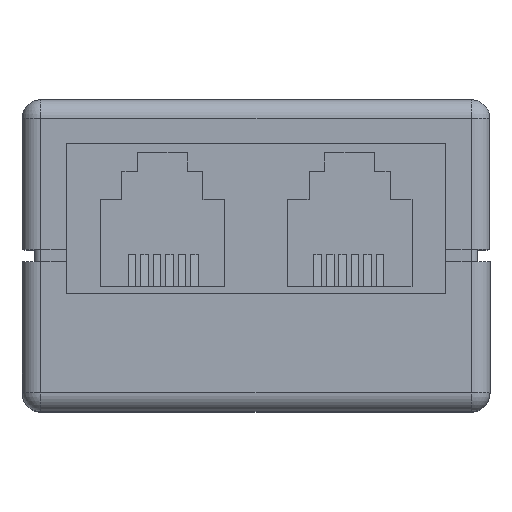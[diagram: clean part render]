
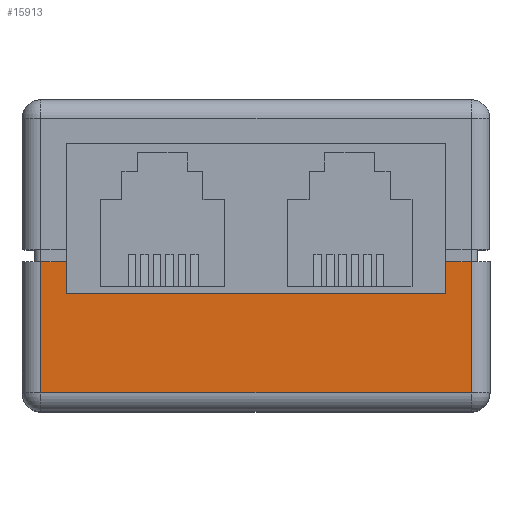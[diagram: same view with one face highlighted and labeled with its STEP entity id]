
A CAD part, top view. The second image highlights one B-rep face of the part: STEP entity #15913.
In plain terms, the highlighted planar face has unit normal (0, 0, 1).
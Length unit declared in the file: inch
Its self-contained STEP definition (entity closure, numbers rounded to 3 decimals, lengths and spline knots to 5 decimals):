
#2964 = FACE_OUTER_BOUND ( 'NONE', #15914, .T. ) ;
#3070 = DIRECTION ( 'NONE',  ( -1., 0., 0. ) ) ;
#3072 = DIRECTION ( 'NONE',  ( 0., 0., -1. ) ) ;
#3074 = CARTESIAN_POINT ( 'NONE',  ( -0.75, 0.24, 0.9435 ) ) ;
#3076 = AXIS2_PLACEMENT_3D ( 'NONE', #3074, #3072, #3070 ) ;
#3078 = PLANE ( 'NONE',  #3076 ) ;
#3230 = CARTESIAN_POINT ( 'NONE',  ( 0.69, 0.24, 0.9435 ) ) ;
#3231 = DIRECTION ( 'NONE',  ( 1., 0., 0. ) ) ;
#3232 = VECTOR ( 'NONE', #3231, 39.37008 ) ;
#3233 = CARTESIAN_POINT ( 'NONE',  ( -0.75, 0.24, 0.9435 ) ) ;
#3234 = LINE ( 'NONE', #3233, #3232 ) ;
#3235 = CARTESIAN_POINT ( 'NONE',  ( 0.6075, 0.24, 0.9435 ) ) ;
#3729 = CARTESIAN_POINT ( 'NONE',  ( -0.69, 0.24, 0.9435 ) ) ;
#3838 = LINE ( 'NONE', #3922, #3921 ) ;
#3919 = CARTESIAN_POINT ( 'NONE',  ( -0.6075, 0.24, 0.9435 ) ) ;
#3920 = DIRECTION ( 'NONE',  ( 1., 0., 0. ) ) ;
#3921 = VECTOR ( 'NONE', #3920, 39.37008 ) ;
#3922 = CARTESIAN_POINT ( 'NONE',  ( -0.75, 0.24, 0.9435 ) ) ;
#4614 = CARTESIAN_POINT ( 'NONE',  ( -0.69, -0.18, 0.9435 ) ) ;
#4692 = CARTESIAN_POINT ( 'NONE',  ( 0.69, -0.18, 0.9435 ) ) ;
#4693 = DIRECTION ( 'NONE',  ( 1., 0., 0. ) ) ;
#4694 = VECTOR ( 'NONE', #4693, 39.37008 ) ;
#4695 = CARTESIAN_POINT ( 'NONE',  ( 0.69, -0.18, 0.9435 ) ) ;
#4696 = LINE ( 'NONE', #4695, #4694 ) ;
#4723 = DIRECTION ( 'NONE',  ( 0., 1., 0. ) ) ;
#4724 = VECTOR ( 'NONE', #4723, 39.37008 ) ;
#4725 = CARTESIAN_POINT ( 'NONE',  ( -0.6075, 0.24, 0.9435 ) ) ;
#4726 = LINE ( 'NONE', #4725, #4724 ) ;
#4727 = CARTESIAN_POINT ( 'NONE',  ( -0.6075, 0.14, 0.9435 ) ) ;
#4728 = DIRECTION ( 'NONE',  ( -1., 0., 0. ) ) ;
#4729 = VECTOR ( 'NONE', #4728, 39.37008 ) ;
#4730 = CARTESIAN_POINT ( 'NONE',  ( -0.75, 0.14, 0.9435 ) ) ;
#4731 = LINE ( 'NONE', #4730, #4729 ) ;
#4758 = CARTESIAN_POINT ( 'NONE',  ( 0.6075, 0.14, 0.9435 ) ) ;
#4759 = DIRECTION ( 'NONE',  ( 0., -1., 0. ) ) ;
#4760 = VECTOR ( 'NONE', #4759, 39.37008 ) ;
#4761 = CARTESIAN_POINT ( 'NONE',  ( 0.6075, 0.24, 0.9435 ) ) ;
#4762 = LINE ( 'NONE', #4761, #4760 ) ;
#4775 = DIRECTION ( 'NONE',  ( 0., -1., 0. ) ) ;
#4776 = VECTOR ( 'NONE', #4775, 39.37008 ) ;
#4777 = CARTESIAN_POINT ( 'NONE',  ( -0.69, 0.24, 0.9435 ) ) ;
#4783 = LINE ( 'NONE', #4777, #4776 ) ;
#4805 = DIRECTION ( 'NONE',  ( 0., 1., 0. ) ) ;
#4806 = VECTOR ( 'NONE', #4805, 39.37008 ) ;
#4807 = CARTESIAN_POINT ( 'NONE',  ( 0.69, 0.24, 0.9435 ) ) ;
#4808 = LINE ( 'NONE', #4807, #4806 ) ;
#15913 = ADVANCED_FACE ( 'NONE', ( #2964 ), #3078, .F. ) ;
#15914 = EDGE_LOOP ( 'NONE', ( #16402, #16344, #16415, #16355, #16366, #16394, #16397, #16399 ) ) ;
#15984 = VERTEX_POINT ( 'NONE', #3235 ) ;
#15986 = EDGE_CURVE ( 'NONE', #15984, #15987, #3234, .T. ) ;
#15987 = VERTEX_POINT ( 'NONE', #3230 ) ;
#16078 = VERTEX_POINT ( 'NONE', #3729 ) ;
#16080 = EDGE_CURVE ( 'NONE', #16078, #16081, #3838, .T. ) ;
#16081 = VERTEX_POINT ( 'NONE', #3919 ) ;
#16344 = ORIENTED_EDGE ( 'NONE', *, *, #16413, .T. ) ;
#16354 = EDGE_CURVE ( 'NONE', #16414, #15987, #4808, .T. ) ;
#16355 = ORIENTED_EDGE ( 'NONE', *, *, #15986, .F. ) ;
#16366 = ORIENTED_EDGE ( 'NONE', *, *, #16367, .T. ) ;
#16367 = EDGE_CURVE ( 'NONE', #15984, #16368, #4762, .T. ) ;
#16368 = VERTEX_POINT ( 'NONE', #4758 ) ;
#16385 = EDGE_CURVE ( 'NONE', #16078, #16428, #4783, .T. ) ;
#16394 = ORIENTED_EDGE ( 'NONE', *, *, #16395, .T. ) ;
#16395 = EDGE_CURVE ( 'NONE', #16368, #16396, #4731, .T. ) ;
#16396 = VERTEX_POINT ( 'NONE', #4727 ) ;
#16397 = ORIENTED_EDGE ( 'NONE', *, *, #16398, .T. ) ;
#16398 = EDGE_CURVE ( 'NONE', #16396, #16081, #4726, .T. ) ;
#16399 = ORIENTED_EDGE ( 'NONE', *, *, #16080, .F. ) ;
#16402 = ORIENTED_EDGE ( 'NONE', *, *, #16385, .T. ) ;
#16413 = EDGE_CURVE ( 'NONE', #16428, #16414, #4696, .T. ) ;
#16414 = VERTEX_POINT ( 'NONE', #4692 ) ;
#16415 = ORIENTED_EDGE ( 'NONE', *, *, #16354, .T. ) ;
#16428 = VERTEX_POINT ( 'NONE', #4614 ) ;
